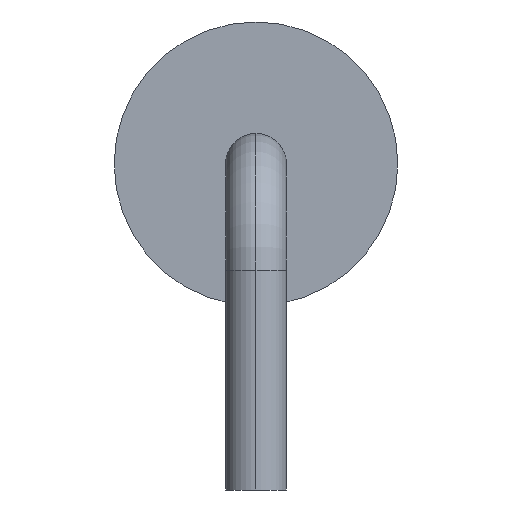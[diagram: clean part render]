
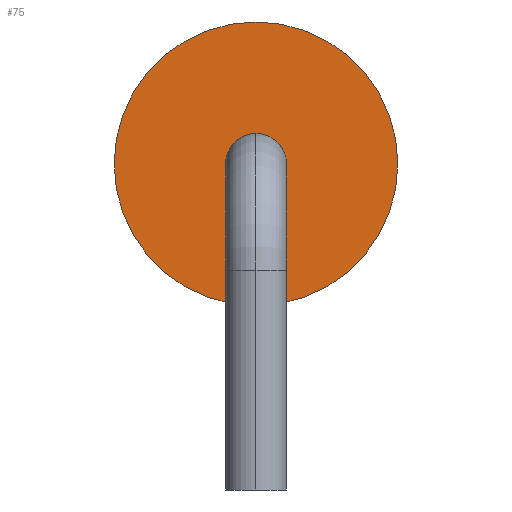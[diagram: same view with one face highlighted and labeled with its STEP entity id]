
A CAD part, left-side view. The second image highlights one B-rep face of the part: STEP entity #75.
In plain terms, the highlighted planar face has unit normal (-1, 0, 0).
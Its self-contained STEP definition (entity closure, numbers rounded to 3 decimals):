
#75=ADVANCED_FACE($,(#81),#77,.T.);
#77=PLANE($,#102);
#81=FACE_OUTER_BOUND($,#85,.T.);
#85=EDGE_LOOP($,(#95));
#86=CIRCLE($,#99,1.956);
#88=VERTEX_POINT('',#117);
#90=EDGE_CURVE($,#88,#88,#86,.T.);
#95=ORIENTED_EDGE($,*,*,#90,.T.);
#99=AXIS2_PLACEMENT_3D($,#118,#107,#108);
#102=AXIS2_PLACEMENT_3D($,#122,#113,#114);
#107=DIRECTION('',(-1.,0.,0.));
#108=DIRECTION('',(0.,0.,1.));
#113=DIRECTION('',(-1.,0.,0.));
#114=DIRECTION('',(0.,1.,0.));
#117=CARTESIAN_POINT('',(3.326,0.0,0.0));
#118=CARTESIAN_POINT('',(3.326,0.0,1.956));
#122=CARTESIAN_POINT('',(3.326,0.0,1.956));
